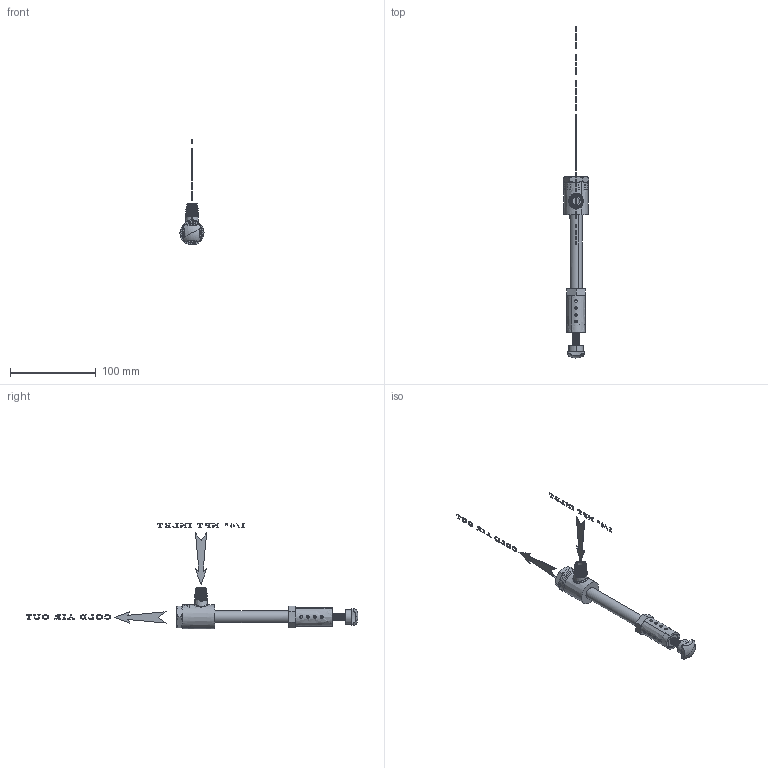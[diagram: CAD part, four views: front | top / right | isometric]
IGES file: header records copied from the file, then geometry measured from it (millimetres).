
Start section: START RECORD GO HERE.
Global section: file name: MVT+AHEM.igs; native system: DASSAULT SYSTEMES CATIA V5 R20 - www.3ds.com; preprocessor: CATIA Version 5 Release 20 ; author: DESIGNENG; organization: KJNDESIGN; date: 20150311.124940; units: millimetre
Bounding box: 29.33 x 387.15 x 123.5 mm (x, y, z)
Surface area: 37084.9 mm2 (no closed solid volume)
Topology: 0 solids, 0 shells, 1609 faces, 8465 edges, 8460 vertices
Faces by surface type: bspline 613, plane 363, revolution 351, extrusion 282
